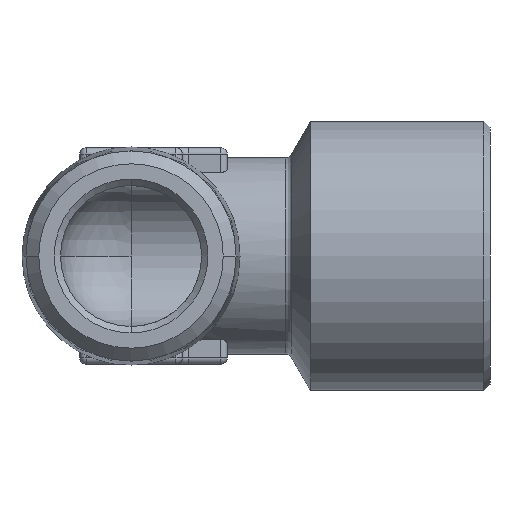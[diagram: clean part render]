
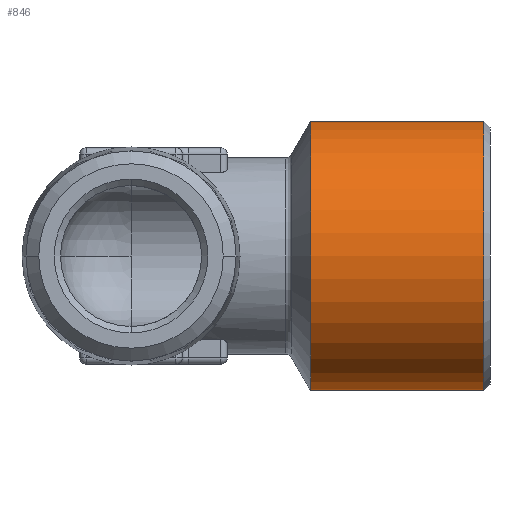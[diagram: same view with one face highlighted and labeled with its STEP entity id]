
A CAD part, front view. The second image highlights one B-rep face of the part: STEP entity #846.
In plain terms, the highlighted cylindrical face has radius 10.5 mm (diameter 21 mm), a partial arc.
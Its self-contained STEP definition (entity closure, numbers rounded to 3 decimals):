
#739 = VERTEX_POINT ( 'NONE', #1415 ) ;
#742 = VERTEX_POINT ( 'NONE', #1409 ) ;
#749 = VERTEX_POINT ( 'NONE', #1454 ) ;
#750 = VERTEX_POINT ( 'NONE', #1453 ) ;
#752 = EDGE_CURVE ( 'NONE', #750, #742, #1452, .T. ) ;
#827 = ORIENTED_EDGE ( 'NONE', *, *, #2560, .T. ) ;
#828 = ORIENTED_EDGE ( 'NONE', *, *, #829, .F. ) ;
#829 = EDGE_CURVE ( 'NONE', #742, #739, #1573, .T. ) ;
#845 = EDGE_CURVE ( 'NONE', #750, #749, #1615, .T. ) ;
#846 = ADVANCED_FACE ( 'NONE', ( #1607 ), #1606, .T. ) ;
#847 = EDGE_LOOP ( 'NONE', ( #848, #849, #827, #828 ) ) ;
#848 = ORIENTED_EDGE ( 'NONE', *, *, #752, .F. ) ;
#849 = ORIENTED_EDGE ( 'NONE', *, *, #845, .T. ) ;
#1409 = CARTESIAN_POINT ( 'NONE',  ( 14., 0., -10.5 ) ) ;
#1415 = CARTESIAN_POINT ( 'NONE',  ( 14., 0., 10.5 ) ) ;
#1449 = DIRECTION ( 'NONE',  ( -1., 0., 0. ) ) ;
#1450 = VECTOR ( 'NONE', #1449, 1000. ) ;
#1451 = CARTESIAN_POINT ( 'NONE',  ( -9.788, 0., -10.5 ) ) ;
#1452 = LINE ( 'NONE', #1451, #1450 ) ;
#1453 = CARTESIAN_POINT ( 'NONE',  ( 27.5, 0., -10.5 ) ) ;
#1454 = CARTESIAN_POINT ( 'NONE',  ( 27.5, 0., 10.5 ) ) ;
#1569 = DIRECTION ( 'NONE',  ( 0., 0., 1. ) ) ;
#1570 = DIRECTION ( 'NONE',  ( -1., 0., 0. ) ) ;
#1571 = CARTESIAN_POINT ( 'NONE',  ( 14., 0., 0. ) ) ;
#1572 = AXIS2_PLACEMENT_3D ( 'NONE', #1571, #1570, #1569 ) ;
#1573 = CIRCLE ( 'NONE', #1572, 10.5 ) ;
#1602 = DIRECTION ( 'NONE',  ( 0., 0., 1. ) ) ;
#1603 = DIRECTION ( 'NONE',  ( -1., 0., 0. ) ) ;
#1604 = AXIS2_PLACEMENT_3D ( 'NONE', #1605, #1603, #1602 ) ;
#1605 = CARTESIAN_POINT ( 'NONE',  ( -9.788, 0., 0. ) ) ;
#1606 = CYLINDRICAL_SURFACE ( 'NONE', #1604, 10.5 ) ;
#1607 = FACE_OUTER_BOUND ( 'NONE', #847, .T. ) ;
#1608 = DIRECTION ( 'NONE',  ( 0., 0., 1. ) ) ;
#1609 = DIRECTION ( 'NONE',  ( -1., 0., 0. ) ) ;
#1610 = CARTESIAN_POINT ( 'NONE',  ( 27.5, 0., 0. ) ) ;
#1611 = AXIS2_PLACEMENT_3D ( 'NONE', #1610, #1609, #1608 ) ;
#1615 = CIRCLE ( 'NONE', #1611, 10.5 ) ;
#2092 = DIRECTION ( 'NONE',  ( -1., 0., 0. ) ) ;
#2093 = VECTOR ( 'NONE', #2092, 1000. ) ;
#2094 = CARTESIAN_POINT ( 'NONE',  ( -9.788, 0., 10.5 ) ) ;
#2095 = LINE ( 'NONE', #2094, #2093 ) ;
#2560 = EDGE_CURVE ( 'NONE', #749, #739, #2095, .T. ) ;
